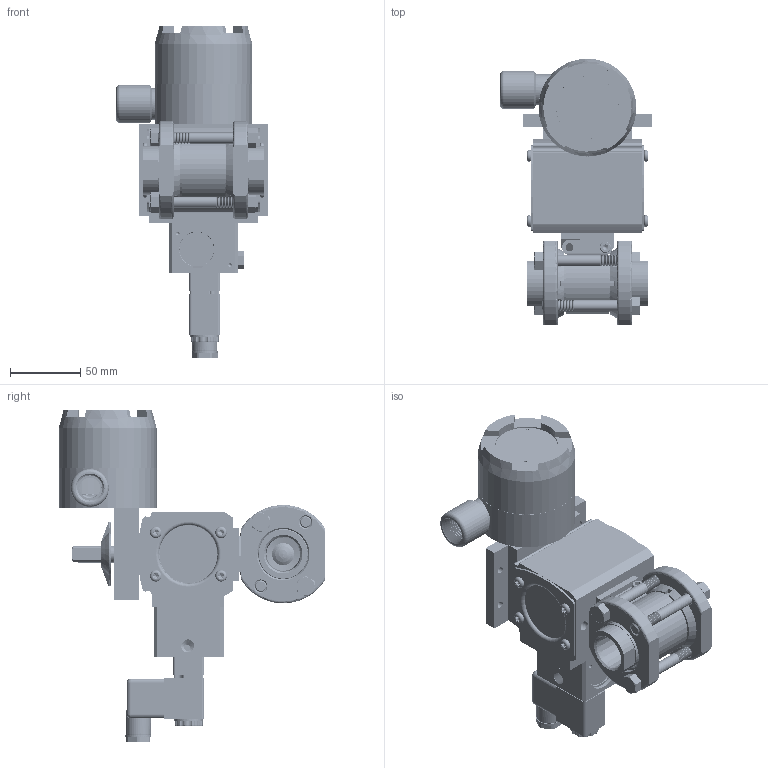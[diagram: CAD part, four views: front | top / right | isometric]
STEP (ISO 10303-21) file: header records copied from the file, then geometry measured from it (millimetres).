
FILE_DESCRIPTION (( 'STEP AP203' ), '1' );
FILE_NAME ('26XXSESA512D4GPDSLS.step', '2018-09-05T12:06:24', ( '' ), ( '' ), 'SwSTEP 2.0', 'SolidWorks 2018', '' );
FILE_SCHEMA (( 'CONFIG_CONTROL_DESIGN' ));
Products named in the file (1): 26XXSESA512D4GPDSLS
Bounding box: 107.71 x 189.17 x 235.74 mm (x, y, z)
Volume: 692294.3 mm3; surface area: 264100.2 mm2
Topology: 55 solids, 55 shells, 4684 faces, 12225 edges, 7613 vertices
Faces by surface type: cylinder 2043, cone 1448, plane 784, torus 206, bspline 197, sphere 6
Entity records: 218420 total; most frequent: CARTESIAN_POINT 107096, ORIENTED_EDGE 24086, DIRECTION 23468, EDGE_CURVE 12043, AXIS2_PLACEMENT_3D 9458, VERTEX_POINT 7609, EDGE_LOOP 5004, CIRCLE 4970
